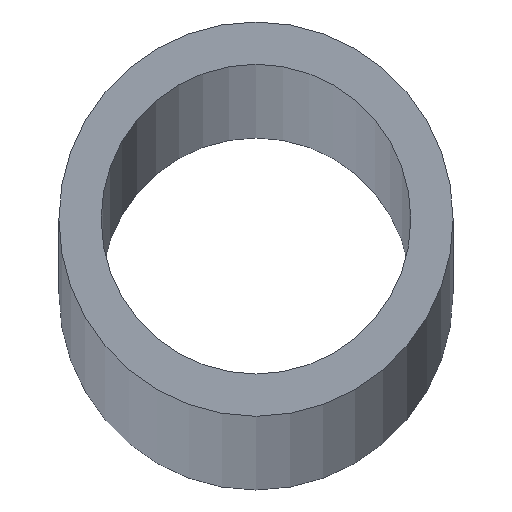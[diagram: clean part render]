
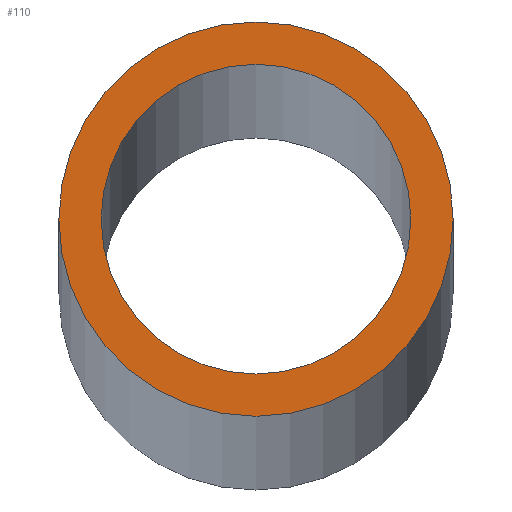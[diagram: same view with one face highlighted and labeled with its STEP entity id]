
A CAD part, top view. The second image highlights one B-rep face of the part: STEP entity #110.
In plain terms, the highlighted planar face has unit normal (0, 0, 1).
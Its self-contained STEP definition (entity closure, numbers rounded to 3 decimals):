
#2 = FACE_BOUND ( 'NONE', #54, .T. ) ;
#3 = EDGE_CURVE ( 'NONE', #150, #212, #82, .T. ) ;
#15 = ORIENTED_EDGE ( 'NONE', *, *, #3, .F. ) ;
#16 = VERTEX_POINT ( 'NONE', #20 ) ;
#17 = AXIS2_PLACEMENT_3D ( 'NONE', #158, #180, #218 ) ;
#20 = CARTESIAN_POINT ( 'NONE',  ( 14., 0., 3000. ) ) ;
#25 = FACE_OUTER_BOUND ( 'NONE', #113, .T. ) ;
#32 = AXIS2_PLACEMENT_3D ( 'NONE', #201, #223, #60 ) ;
#43 = DIRECTION ( 'NONE',  ( 1., 0., 0. ) ) ;
#53 = CIRCLE ( 'NONE', #17, 14. ) ;
#54 = EDGE_LOOP ( 'NONE', ( #246, #15 ) ) ;
#60 = DIRECTION ( 'NONE',  ( 1., 0., 0. ) ) ;
#65 = CIRCLE ( 'NONE', #240, 14. ) ;
#75 = ORIENTED_EDGE ( 'NONE', *, *, #157, .T. ) ;
#76 = DIRECTION ( 'NONE',  ( 1., 0., 0. ) ) ;
#82 = CIRCLE ( 'NONE', #112, 11. ) ;
#92 = CARTESIAN_POINT ( 'NONE',  ( 0., 0., 3000. ) ) ;
#100 = CARTESIAN_POINT ( 'NONE',  ( -14., 0., 3000. ) ) ;
#110 = ADVANCED_FACE ( 'NONE', ( #25, #2 ), #138, .T. ) ;
#112 = AXIS2_PLACEMENT_3D ( 'NONE', #92, #174, #76 ) ;
#113 = EDGE_LOOP ( 'NONE', ( #171, #75 ) ) ;
#119 = EDGE_CURVE ( 'NONE', #212, #150, #219, .T. ) ;
#128 = VERTEX_POINT ( 'NONE', #100 ) ;
#133 = CARTESIAN_POINT ( 'NONE',  ( -11., 0., 3000. ) ) ;
#134 = CARTESIAN_POINT ( 'NONE',  ( 11., 0., 3000. ) ) ;
#138 = PLANE ( 'NONE',  #32 ) ;
#141 = AXIS2_PLACEMENT_3D ( 'NONE', #179, #220, #43 ) ;
#150 = VERTEX_POINT ( 'NONE', #134 ) ;
#157 = EDGE_CURVE ( 'NONE', #16, #128, #53, .T. ) ;
#158 = CARTESIAN_POINT ( 'NONE',  ( 0., 0., 3000. ) ) ;
#171 = ORIENTED_EDGE ( 'NONE', *, *, #222, .T. ) ;
#174 = DIRECTION ( 'NONE',  ( 0., 0., 1. ) ) ;
#179 = CARTESIAN_POINT ( 'NONE',  ( 0., 0., 3000. ) ) ;
#180 = DIRECTION ( 'NONE',  ( 0., 0., 1. ) ) ;
#201 = CARTESIAN_POINT ( 'NONE',  ( 0., 0., 3000. ) ) ;
#212 = VERTEX_POINT ( 'NONE', #133 ) ;
#218 = DIRECTION ( 'NONE',  ( 1., 0., 0. ) ) ;
#219 = CIRCLE ( 'NONE', #141, 11. ) ;
#220 = DIRECTION ( 'NONE',  ( 0., 0., 1. ) ) ;
#222 = EDGE_CURVE ( 'NONE', #128, #16, #65, .T. ) ;
#223 = DIRECTION ( 'NONE',  ( 0., 0., 1. ) ) ;
#227 = DIRECTION ( 'NONE',  ( 1., 0., 0. ) ) ;
#240 = AXIS2_PLACEMENT_3D ( 'NONE', #241, #244, #227 ) ;
#241 = CARTESIAN_POINT ( 'NONE',  ( 0., 0., 3000. ) ) ;
#244 = DIRECTION ( 'NONE',  ( 0., 0., 1. ) ) ;
#246 = ORIENTED_EDGE ( 'NONE', *, *, #119, .F. ) ;
